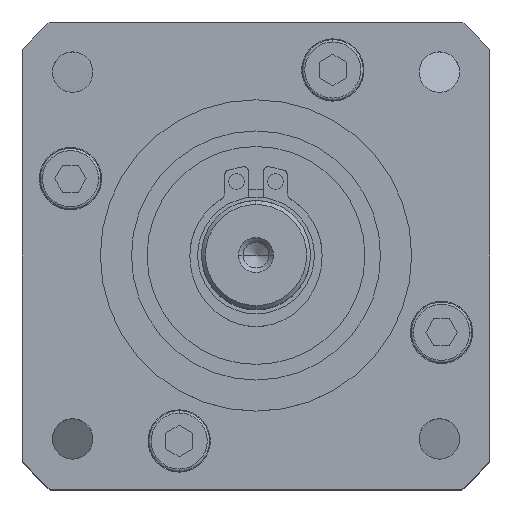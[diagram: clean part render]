
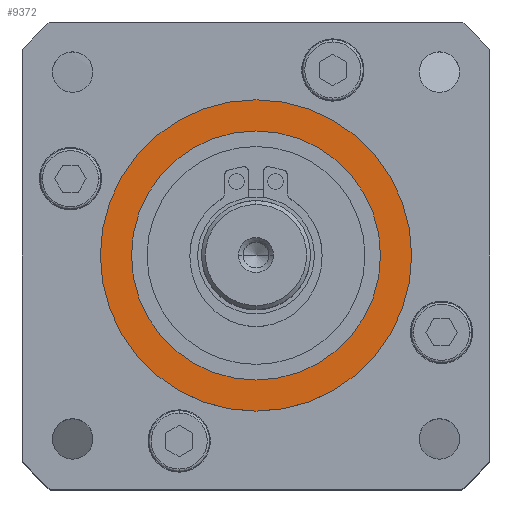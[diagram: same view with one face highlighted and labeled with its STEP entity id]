
A CAD part, top view. The second image highlights one B-rep face of the part: STEP entity #9372.
In plain terms, the highlighted planar face has unit normal (0, 0, 1).
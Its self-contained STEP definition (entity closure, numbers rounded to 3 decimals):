
#316 = VERTEX_POINT ( 'NONE', #10902 ) ;
#950 = CARTESIAN_POINT ( 'NONE',  ( 0., 0., 10.5 ) ) ;
#1631 = CIRCLE ( 'NONE', #7500, 20. ) ;
#1825 = CARTESIAN_POINT ( 'NONE',  ( 0., 0., 10.5 ) ) ;
#1923 = VERTEX_POINT ( 'NONE', #8177 ) ;
#2354 = DIRECTION ( 'NONE',  ( 0., 0., 1. ) ) ;
#2406 = DIRECTION ( 'NONE',  ( 1., 0., 0. ) ) ;
#2598 = DIRECTION ( 'NONE',  ( 0., 0., 1. ) ) ;
#3141 = AXIS2_PLACEMENT_3D ( 'NONE', #10884, #6669, #2406 ) ;
#3396 = VERTEX_POINT ( 'NONE', #6952 ) ;
#3437 = VERTEX_POINT ( 'NONE', #4500 ) ;
#3521 = CIRCLE ( 'NONE', #6913, 20. ) ;
#3544 = DIRECTION ( 'NONE',  ( 0., 0., 1. ) ) ;
#3588 = DIRECTION ( 'NONE',  ( -1., 0., 0. ) ) ;
#4207 = FACE_BOUND ( 'NONE', #10850, .T. ) ;
#4225 = CIRCLE ( 'NONE', #3141, 16. ) ;
#4500 = CARTESIAN_POINT ( 'NONE',  ( 20., 0., 10.5 ) ) ;
#4606 = CIRCLE ( 'NONE', #7592, 16. ) ;
#4647 = EDGE_CURVE ( 'NONE', #3437, #316, #3521, .T. ) ;
#5110 = PLANE ( 'NONE',  #8131 ) ;
#5230 = DIRECTION ( 'NONE',  ( 0., 0., 1. ) ) ;
#6127 = CARTESIAN_POINT ( 'NONE',  ( 0., 0., 10.5 ) ) ;
#6384 = EDGE_CURVE ( 'NONE', #316, #3437, #1631, .T. ) ;
#6567 = ORIENTED_EDGE ( 'NONE', *, *, #9112, .F. ) ;
#6669 = DIRECTION ( 'NONE',  ( 0., 0., 1. ) ) ;
#6900 = DIRECTION ( 'NONE',  ( -1., 0., 0. ) ) ;
#6913 = AXIS2_PLACEMENT_3D ( 'NONE', #6127, #5230, #3588 ) ;
#6952 = CARTESIAN_POINT ( 'NONE',  ( -16., 0., 10.5 ) ) ;
#7500 = AXIS2_PLACEMENT_3D ( 'NONE', #1825, #3544, #6900 ) ;
#7591 = ORIENTED_EDGE ( 'NONE', *, *, #6384, .T. ) ;
#7592 = AXIS2_PLACEMENT_3D ( 'NONE', #950, #2598, #9354 ) ;
#8131 = AXIS2_PLACEMENT_3D ( 'NONE', #9942, #2354, #8433 ) ;
#8177 = CARTESIAN_POINT ( 'NONE',  ( 16., 0., 10.5 ) ) ;
#8433 = DIRECTION ( 'NONE',  ( 1., 0., 0. ) ) ;
#8618 = ORIENTED_EDGE ( 'NONE', *, *, #4647, .T. ) ;
#9112 = EDGE_CURVE ( 'NONE', #3396, #1923, #4606, .T. ) ;
#9160 = FACE_OUTER_BOUND ( 'NONE', #10196, .T. ) ;
#9354 = DIRECTION ( 'NONE',  ( 1., 0., 0. ) ) ;
#9372 = ADVANCED_FACE ( 'NONE', ( #4207, #9160 ), #5110, .T. ) ;
#9440 = EDGE_CURVE ( 'NONE', #1923, #3396, #4225, .T. ) ;
#9707 = ORIENTED_EDGE ( 'NONE', *, *, #9440, .F. ) ;
#9942 = CARTESIAN_POINT ( 'NONE',  ( -20.24, -20.24, 10.5 ) ) ;
#10196 = EDGE_LOOP ( 'NONE', ( #7591, #8618 ) ) ;
#10850 = EDGE_LOOP ( 'NONE', ( #9707, #6567 ) ) ;
#10884 = CARTESIAN_POINT ( 'NONE',  ( 0., 0., 10.5 ) ) ;
#10902 = CARTESIAN_POINT ( 'NONE',  ( -20., 0., 10.5 ) ) ;
